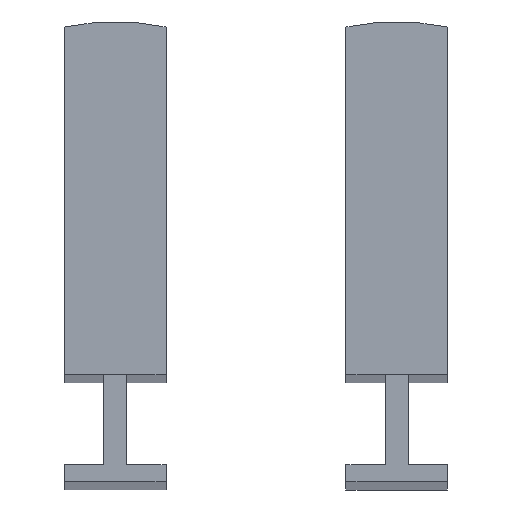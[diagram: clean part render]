
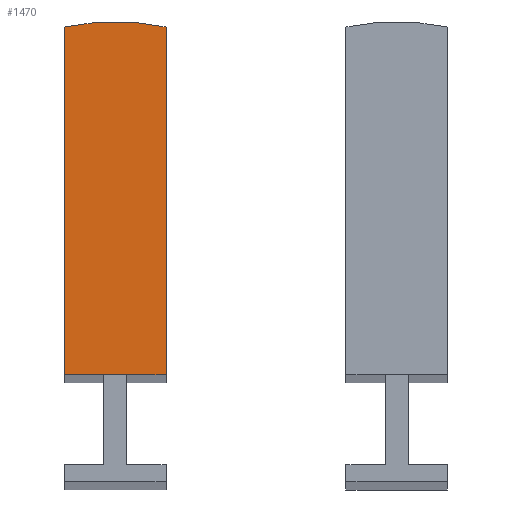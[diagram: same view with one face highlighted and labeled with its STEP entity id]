
A CAD part, top view. The second image highlights one B-rep face of the part: STEP entity #1470.
In plain terms, the highlighted planar face has unit normal (0, 0, 1).
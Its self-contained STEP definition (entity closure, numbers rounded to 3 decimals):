
#56=CIRCLE($,#1603,20.276);
#172=LINE($,#2662,#297);
#175=LINE($,#2670,#300);
#179=LINE($,#2677,#304);
#297=VECTOR($,#1925,30.8);
#300=VECTOR($,#1934,30.8);
#304=VECTOR($,#1942,9.);
#362=PLANE($,#1606);
#478=FACE_OUTER_BOUND($,#586,.T.);
#586=EDGE_LOOP($,(#1207,#1208,#1209,#1210));
#756=VERTEX_POINT($,#2659);
#757=VERTEX_POINT($,#2661);
#758=VERTEX_POINT($,#2665);
#759=VERTEX_POINT($,#2669);
#924=EDGE_CURVE($,#756,#757,#172,.T.);
#926=EDGE_CURVE($,#757,#758,#56,.T.);
#928=EDGE_CURVE($,#758,#759,#175,.T.);
#932=EDGE_CURVE($,#759,#756,#179,.T.);
#1207=ORIENTED_EDGE($,*,*,#924,.F.);
#1208=ORIENTED_EDGE($,*,*,#932,.F.);
#1209=ORIENTED_EDGE($,*,*,#928,.F.);
#1210=ORIENTED_EDGE($,*,*,#926,.F.);
#1470=ADVANCED_FACE($,(#478),#362,.T.);
#1603=AXIS2_PLACEMENT_3D($,#2666,#1929,#1930);
#1606=AXIS2_PLACEMENT_3D($,#2676,#1940,#1941);
#1925=DIRECTION($,(0.,1.,0.));
#1929=DIRECTION('center_axis',(0.,0.,-1.));
#1930=DIRECTION('ref_axis',(0.222,0.975,0.));
#1934=DIRECTION($,(0.,-1.,0.));
#1940=DIRECTION('center_axis',(0.,0.,1.));
#1941=DIRECTION('ref_axis',(1.,0.,0.));
#1942=DIRECTION($,(-1.,0.,0.));
#2659=CARTESIAN_POINT('',(2.05,12.5,417.5));
#2661=CARTESIAN_POINT('',(2.05,43.3,417.5));
#2662=CARTESIAN_POINT($,(2.05,12.5,417.5));
#2665=CARTESIAN_POINT('',(11.05,43.3,417.5));
#2666=CARTESIAN_POINT('Origin',(6.55,23.53,417.5));
#2669=CARTESIAN_POINT('',(11.05,12.5,417.5));
#2670=CARTESIAN_POINT($,(11.05,43.3,417.5));
#2676=CARTESIAN_POINT('Origin',(6.55,27.949,417.5));
#2677=CARTESIAN_POINT($,(11.05,12.5,417.5));
